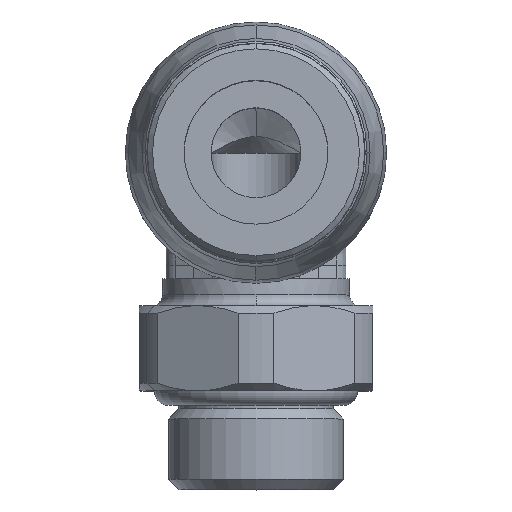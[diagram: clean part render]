
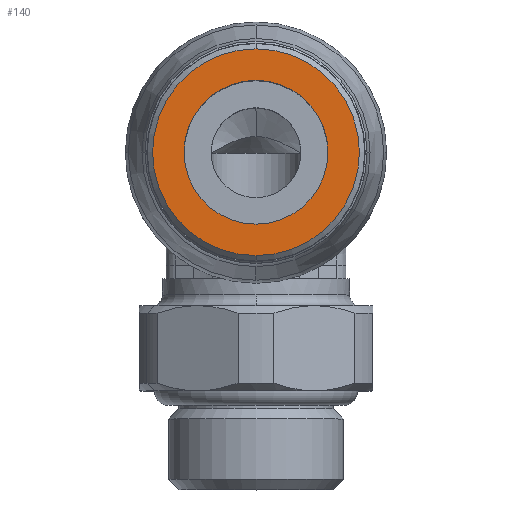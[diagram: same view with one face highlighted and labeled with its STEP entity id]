
A CAD part, top view. The second image highlights one B-rep face of the part: STEP entity #140.
In plain terms, the highlighted planar face has unit normal (0, 0, 1).
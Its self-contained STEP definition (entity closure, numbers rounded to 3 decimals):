
#140=ADVANCED_FACE('',(#403,#404),#405,.T.);
#403=FACE_BOUND('',#736,.T.);
#404=FACE_OUTER_BOUND('',#737,.T.);
#405=PLANE('',#738);
#736=EDGE_LOOP('',(#1608,#1609));
#737=EDGE_LOOP('',(#1610,#1611));
#738=AXIS2_PLACEMENT_3D('',#1612,#1613,#1614);
#1608=ORIENTED_EDGE('',*,*,#2270,.T.);
#1609=ORIENTED_EDGE('',*,*,#2296,.T.);
#1610=ORIENTED_EDGE('',*,*,#2184,.T.);
#1611=ORIENTED_EDGE('',*,*,#2399,.T.);
#1612=CARTESIAN_POINT('',(0.,2.875,23.5));
#1613=DIRECTION('',(0.,0.,1.0));
#1614=DIRECTION('',(0.,1.0,0.));
#2184=EDGE_CURVE('',#2608,#2612,#2614,.T.);
#2270=EDGE_CURVE('',#2770,#2767,#2771,.T.);
#2296=EDGE_CURVE('',#2767,#2770,#2811,.T.);
#2399=EDGE_CURVE('',#2612,#2608,#2962,.T.);
#2608=VERTEX_POINT('',#3362);
#2612=VERTEX_POINT('',#3367);
#2614=CIRCLE('',#3370,5.75);
#2767=VERTEX_POINT('',#3595);
#2770=VERTEX_POINT('',#3599);
#2771=CIRCLE('',#3600,4.0);
#2811=CIRCLE('',#3686,4.0);
#2962=CIRCLE('',#4081,5.75);
#3362=CARTESIAN_POINT('',(0.,5.75,23.5));
#3367=CARTESIAN_POINT('',(0.,-5.75,23.5));
#3370=AXIS2_PLACEMENT_3D('',#4564,#4565,#4566);
#3595=CARTESIAN_POINT('',(0.,4.0,23.5));
#3599=CARTESIAN_POINT('',(0.,-4.0,23.5));
#3600=AXIS2_PLACEMENT_3D('',#4752,#4753,#4754);
#3686=AXIS2_PLACEMENT_3D('',#4808,#4809,#4810);
#4081=AXIS2_PLACEMENT_3D('',#5009,#5010,#5011);
#4564=CARTESIAN_POINT('',(0.,0.0,23.5));
#4565=DIRECTION('',(0.,-0.0,1.0));
#4566=DIRECTION('',(0.0,1.0,0.0));
#4752=CARTESIAN_POINT('',(0.,0.0,23.5));
#4753=DIRECTION('',(0.,0.,-1.0));
#4754=DIRECTION('',(0.,1.0,0.));
#4808=CARTESIAN_POINT('',(0.,0.0,23.5));
#4809=DIRECTION('',(0.,0.,-1.0));
#4810=DIRECTION('',(0.,1.0,0.));
#5009=CARTESIAN_POINT('',(0.,0.0,23.5));
#5010=DIRECTION('',(0.,-0.0,1.0));
#5011=DIRECTION('',(0.0,1.0,0.0));
